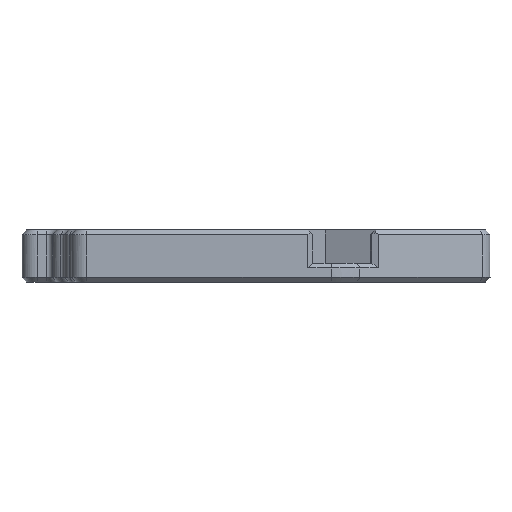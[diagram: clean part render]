
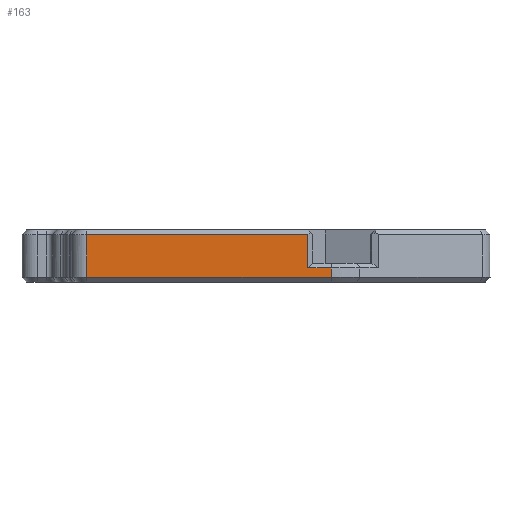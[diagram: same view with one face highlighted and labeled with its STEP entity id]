
A CAD part, left-side view. The second image highlights one B-rep face of the part: STEP entity #163.
In plain terms, the highlighted planar face has unit normal (-1, 0, 0).
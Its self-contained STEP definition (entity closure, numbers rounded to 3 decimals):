
#163=ADVANCED_FACE('',(#362),#3020,.T.);
#362=FACE_OUTER_BOUND('',#578,.T.);
#578=EDGE_LOOP('',(#1257,#1258,#1259,#1260,#1261,#1262));
#1257=ORIENTED_EDGE('',*,*,#2097,.F.);
#1258=ORIENTED_EDGE('',*,*,#2093,.T.);
#1259=ORIENTED_EDGE('',*,*,#1971,.F.);
#1260=ORIENTED_EDGE('',*,*,#1992,.T.);
#1261=ORIENTED_EDGE('',*,*,#1969,.T.);
#1262=ORIENTED_EDGE('',*,*,#2107,.F.);
#1969=EDGE_CURVE('',#2868,#2898,#2588,.T.);
#1971=EDGE_CURVE('',#2869,#2829,#2279,.T.);
#1992=EDGE_CURVE('',#2869,#2868,#2298,.T.);
#2093=EDGE_CURVE('',#2894,#2829,#2379,.T.);
#2097=EDGE_CURVE('',#2894,#2899,#2382,.T.);
#2107=EDGE_CURVE('',#2899,#2898,#2391,.T.);
#2279=B_SPLINE_CURVE_WITH_KNOTS('',1,(#5152,#5153),.UNSPECIFIED.,.F.,.F.,
(2,2),(1.,7.3),.UNSPECIFIED.);
#2298=B_SPLINE_CURVE_WITH_KNOTS('',1,(#5196,#5197,#5198),.UNSPECIFIED.,
 .F.,.F.,(2,1,2),(0.,48.175,52.168),
 .UNSPECIFIED.);
#2379=B_SPLINE_CURVE_WITH_KNOTS('',1,(#5505,#5506),.UNSPECIFIED.,.F.,.F.,
(2,2),(4.993,52.168),.UNSPECIFIED.);
#2382=B_SPLINE_CURVE_WITH_KNOTS('',1,(#5514,#5515),.UNSPECIFIED.,.F.,.F.,
(2,2),(0.,4.3),.UNSPECIFIED.);
#2391=B_SPLINE_CURVE_WITH_KNOTS('',1,(#5555,#5556),.UNSPECIFIED.,.F.,.F.,
(2,2),(-1.,3.993),.UNSPECIFIED.);
#2588=(
BOUNDED_CURVE()
B_SPLINE_CURVE(1,(#5147,#5148),.UNSPECIFIED.,.F.,.F.)
B_SPLINE_CURVE_WITH_KNOTS((2,2),(1.,3.),
 .UNSPECIFIED.)
CURVE()
GEOMETRIC_REPRESENTATION_ITEM()
RATIONAL_B_SPLINE_CURVE((1.,1.))
REPRESENTATION_ITEM('')
);
#2829=VERTEX_POINT('',#4085);
#2868=VERTEX_POINT('',#4124);
#2869=VERTEX_POINT('',#4125);
#2894=VERTEX_POINT('',#4150);
#2898=VERTEX_POINT('',#4154);
#2899=VERTEX_POINT('',#4155);
#3020=PLANE('',#3244);
#3244=AXIS2_PLACEMENT_3D('',#3688,#3404,$);
#3404=DIRECTION('',(-1.,0.,0.));
#3688=CARTESIAN_POINT('',(75.775,-35.745,-3.768));
#4085=CARTESIAN_POINT('',(75.775,16.423,5.33));
#4124=CARTESIAN_POINT('',(75.775,-35.745,-3.768));
#4125=CARTESIAN_POINT('',(75.775,16.423,-3.768));
#4150=CARTESIAN_POINT('',(75.775,-30.752,5.33));
#4154=CARTESIAN_POINT('',(75.775,-35.745,-1.768));
#4155=CARTESIAN_POINT('',(75.775,-30.752,-1.768));
#5147=CARTESIAN_POINT('',(75.775,-35.745,-3.768));
#5148=CARTESIAN_POINT('',(75.775,-35.745,-1.768));
#5152=CARTESIAN_POINT('',(75.775,16.423,-3.768));
#5153=CARTESIAN_POINT('',(75.775,16.423,5.33));
#5196=CARTESIAN_POINT('',(75.775,16.423,-3.768));
#5197=CARTESIAN_POINT('',(75.775,-31.752,-3.768));
#5198=CARTESIAN_POINT('',(75.775,-35.745,-3.768));
#5505=CARTESIAN_POINT('',(75.775,-30.752,5.33));
#5506=CARTESIAN_POINT('',(75.775,16.423,5.33));
#5514=CARTESIAN_POINT('',(75.775,-30.752,5.33));
#5515=CARTESIAN_POINT('',(75.775,-30.752,-1.768));
#5555=CARTESIAN_POINT('',(75.775,-30.752,-1.768));
#5556=CARTESIAN_POINT('',(75.775,-35.745,-1.768));
